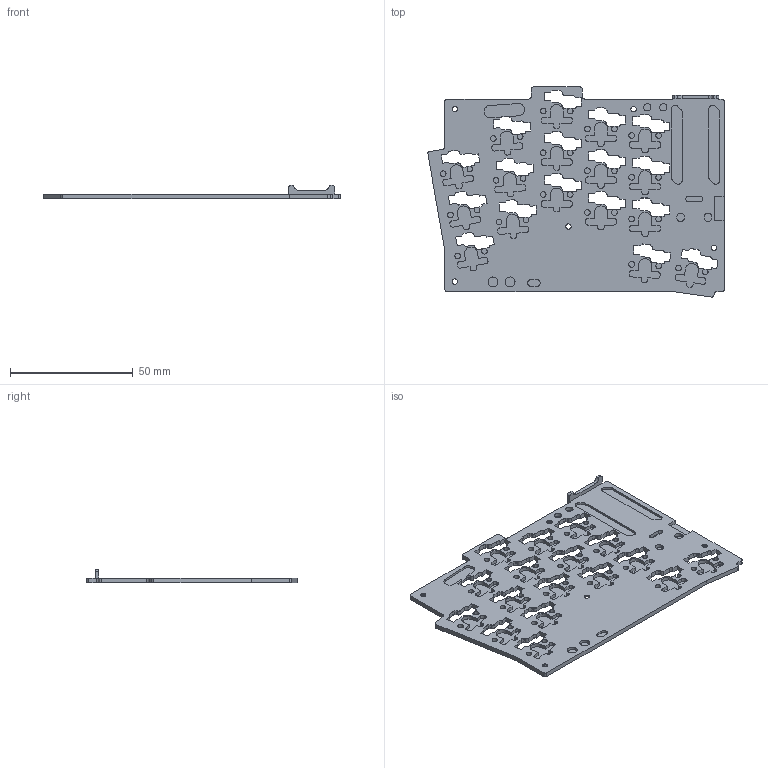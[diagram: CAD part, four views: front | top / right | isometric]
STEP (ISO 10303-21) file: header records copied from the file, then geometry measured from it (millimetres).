
FILE_DESCRIPTION(/* description */ (''),/* implementation_level */ '2;1');
FILE_NAME(/* name */ 'L_BOTTOM under switch.step',/* time_stamp */ '2026-02-16T23:10:54+09:00',/* author */ (''),/* organization */ (''),/* preprocessor_version */ 'ST-DEVELOPER v20.1',/* originating_system */ 'Autodesk Translation Framework v14.24.0.0',/* authorisation */ '');
FILE_SCHEMA (('AUTOMOTIVE_DESIGN { 1 0 10303 214 3 1 1 }'));
Length unit declared in the file: millimetre
Products named in the file (1): L_BOTTOM
Bounding box: 120.64 x 85.56 x 5.51 mm (x, y, z)
Volume: 12902.7 mm3; surface area: 19973.5 mm2
Topology: 1 solids, 1 shells, 1006 faces, 2854 edges, 1901 vertices
Faces by surface type: plane 599, cylinder 402, cone 5
Full cylindrical faces by diameter (mm): 2.2 x5, 2.3 x17, 3 x2, 4 x2, 9 x3
Entity records: 32878 total; most frequent: CARTESIAN_POINT 5762, ORIENTED_EDGE 5708, DIRECTION 5680, EDGE_CURVE 2854, LINE 2042, VECTOR 2042, VERTEX_POINT 1901, AXIS2_PLACEMENT_3D 1819
